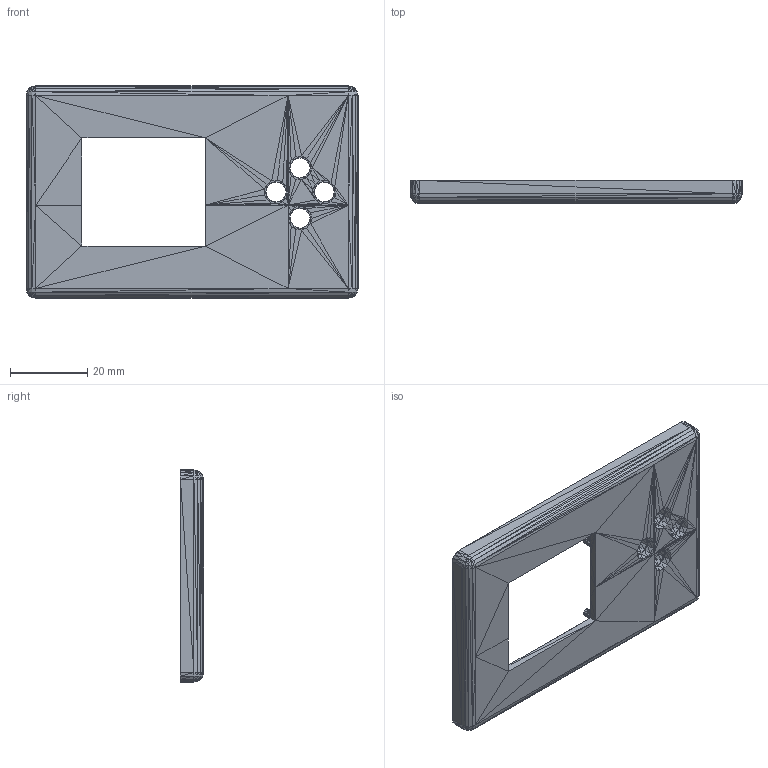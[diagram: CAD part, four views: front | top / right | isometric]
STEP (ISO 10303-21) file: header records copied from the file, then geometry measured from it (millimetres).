
FILE_DESCRIPTION((''),'2;1');
FILE_NAME('RPi Camera - Front Cover', '2025-07-29T21:08:40', (''), (''), 'ImageToStl.com STEP Converter','', '');
FILE_SCHEMA(('AUTOMOTIVE_DESIGN_CC2'));
Length unit declared in the file: metre
Products named in the file (1): product0
Bounding box: 86 x 6 x 55 mm (x, y, z)
Surface area: 10758.2 mm2 (no closed solid volume)
Topology: 0 solids, 1384 shells, 1384 faces, 4152 edges, 684 vertices
Faces by surface type: plane 1384
Entity records: 31844 total; most frequent: DIRECTION 6922, ORIENTED_EDGE 4152, EDGE_CURVE 4152, LINE 4152, VECTOR 4152, AXIS2_PLACEMENT_3D 1385, FACE_SURFACE 1384, PLANE 1384
